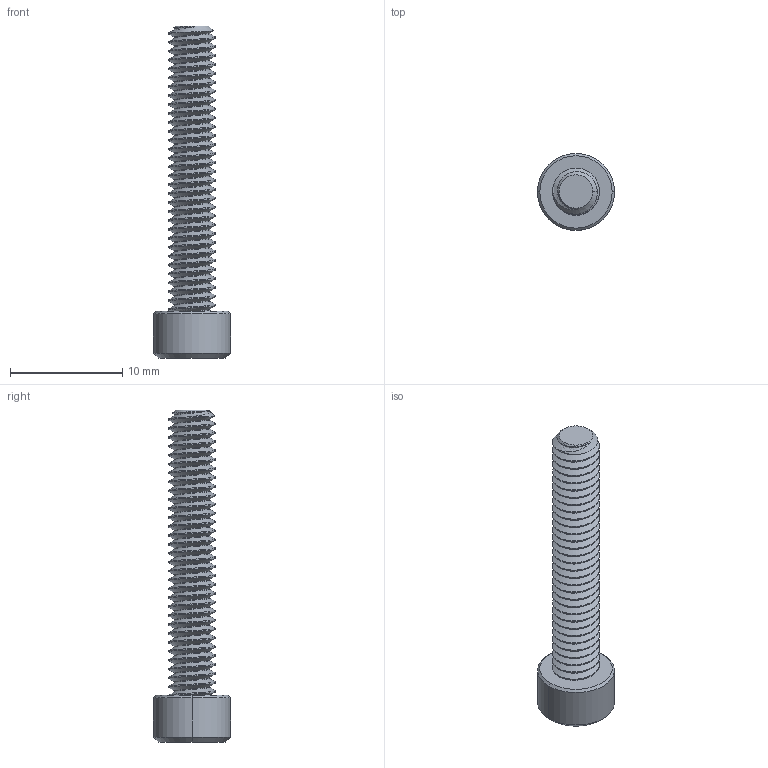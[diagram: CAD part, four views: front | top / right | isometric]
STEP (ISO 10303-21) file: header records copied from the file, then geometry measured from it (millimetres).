
FILE_DESCRIPTION (( 'STEP AP203' ), '1' );
FILE_NAME ('91251A199.step', '2013-10-30T21:12:14', ( '' ), ( '' ), 'SwSTEP 2.0', 'SolidWorks 2010', '' );
FILE_SCHEMA (( 'CONFIG_CONTROL_DESIGN' ));
Length unit declared in the file: inch
Products named in the file (1): 91251A199
Bounding box: 6.86 x 6.86 x 29.57 mm (x, y, z)
Volume: 389.4 mm3; surface area: 692.2 mm2
Topology: 1 solids, 1 shells, 156 faces, 439 edges, 287 vertices
Faces by surface type: cylinder 131, cone 13, plane 10, bspline 2
Entity records: 8031 total; most frequent: CARTESIAN_POINT 4712, ORIENTED_EDGE 878, DIRECTION 500, EDGE_CURVE 439, VERTEX_POINT 287, AXIS2_PLACEMENT_3D 176, EDGE_LOOP 158, ADVANCED_FACE 156
